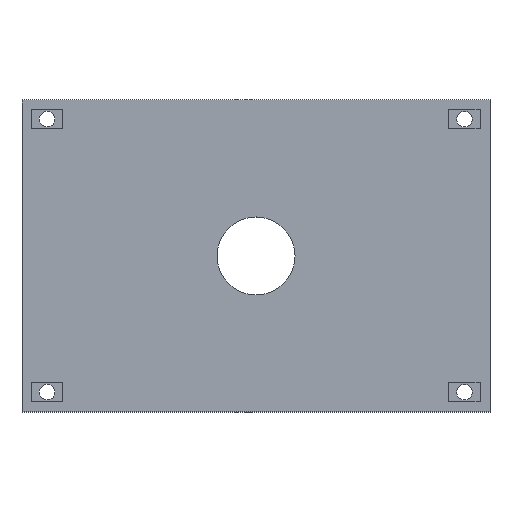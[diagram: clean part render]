
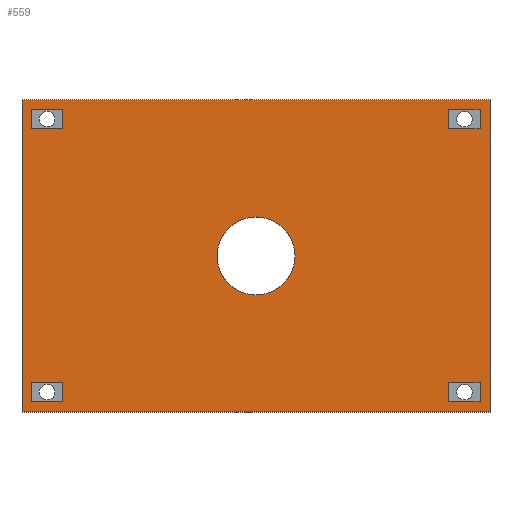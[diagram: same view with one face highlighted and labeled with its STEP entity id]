
A CAD part, top view. The second image highlights one B-rep face of the part: STEP entity #559.
In plain terms, the highlighted planar face has unit normal (0, 0, 1).
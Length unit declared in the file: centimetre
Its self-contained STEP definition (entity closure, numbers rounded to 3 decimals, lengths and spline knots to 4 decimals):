
#13=LINE($,#782,#73);
#17=LINE($,#790,#77);
#20=LINE($,#796,#80);
#23=LINE($,#801,#83);
#25=LINE($,#807,#85);
#29=LINE($,#815,#89);
#32=LINE($,#821,#92);
#35=LINE($,#826,#95);
#37=LINE($,#832,#97);
#41=LINE($,#840,#101);
#44=LINE($,#846,#104);
#47=LINE($,#851,#107);
#49=LINE($,#857,#109);
#53=LINE($,#865,#113);
#56=LINE($,#871,#116);
#59=LINE($,#876,#119);
#61=LINE($,#882,#121);
#62=LINE($,#884,#122);
#63=LINE($,#886,#123);
#64=LINE($,#887,#124);
#73=VECTOR($,#643,0.8);
#77=VECTOR($,#649,0.5);
#80=VECTOR($,#654,0.8);
#83=VECTOR($,#659,0.5);
#85=VECTOR($,#665,0.8);
#89=VECTOR($,#671,0.5);
#92=VECTOR($,#676,0.8);
#95=VECTOR($,#681,0.5);
#97=VECTOR($,#687,0.8);
#101=VECTOR($,#693,0.5);
#104=VECTOR($,#698,0.8);
#107=VECTOR($,#703,0.5);
#109=VECTOR($,#709,0.8);
#113=VECTOR($,#715,0.5);
#116=VECTOR($,#720,0.8);
#119=VECTOR($,#725,0.5);
#121=VECTOR($,#731,8.);
#122=VECTOR($,#732,12.);
#123=VECTOR($,#733,8.);
#124=VECTOR($,#734,12.);
#153=PLANE($,#603);
#172=FACE_BOUND($,#243,.T.);
#173=FACE_BOUND($,#244,.T.);
#174=FACE_BOUND($,#245,.T.);
#175=FACE_BOUND($,#246,.T.);
#176=FACE_BOUND($,#247,.T.);
#177=FACE_BOUND($,#248,.T.);
#243=EDGE_LOOP($,(#483));
#244=EDGE_LOOP($,(#484,#485,#486,#487));
#245=EDGE_LOOP($,(#488,#489,#490,#491));
#246=EDGE_LOOP($,(#492,#493,#494,#495));
#247=EDGE_LOOP($,(#496,#497,#498,#499));
#248=EDGE_LOOP($,(#500,#501,#502,#503));
#260=CIRCLE($,#570,1.);
#270=VERTEX_POINT($,#757);
#279=VERTEX_POINT($,#780);
#280=VERTEX_POINT($,#781);
#283=VERTEX_POINT($,#789);
#285=VERTEX_POINT($,#795);
#287=VERTEX_POINT($,#805);
#288=VERTEX_POINT($,#806);
#291=VERTEX_POINT($,#814);
#293=VERTEX_POINT($,#820);
#295=VERTEX_POINT($,#830);
#296=VERTEX_POINT($,#831);
#299=VERTEX_POINT($,#839);
#301=VERTEX_POINT($,#845);
#303=VERTEX_POINT($,#855);
#304=VERTEX_POINT($,#856);
#307=VERTEX_POINT($,#864);
#309=VERTEX_POINT($,#870);
#311=VERTEX_POINT($,#880);
#312=VERTEX_POINT($,#881);
#313=VERTEX_POINT($,#883);
#314=VERTEX_POINT($,#885);
#320=EDGE_CURVE($,#270,#270,#260,.T.);
#329=EDGE_CURVE($,#279,#280,#13,.T.);
#333=EDGE_CURVE($,#280,#283,#17,.T.);
#336=EDGE_CURVE($,#283,#285,#20,.T.);
#339=EDGE_CURVE($,#285,#279,#23,.T.);
#341=EDGE_CURVE($,#287,#288,#25,.T.);
#345=EDGE_CURVE($,#288,#291,#29,.T.);
#348=EDGE_CURVE($,#291,#293,#32,.T.);
#351=EDGE_CURVE($,#293,#287,#35,.T.);
#353=EDGE_CURVE($,#295,#296,#37,.T.);
#357=EDGE_CURVE($,#296,#299,#41,.T.);
#360=EDGE_CURVE($,#299,#301,#44,.T.);
#363=EDGE_CURVE($,#301,#295,#47,.T.);
#365=EDGE_CURVE($,#303,#304,#49,.T.);
#369=EDGE_CURVE($,#304,#307,#53,.T.);
#372=EDGE_CURVE($,#307,#309,#56,.T.);
#375=EDGE_CURVE($,#309,#303,#59,.T.);
#377=EDGE_CURVE($,#311,#312,#61,.T.);
#378=EDGE_CURVE($,#312,#313,#62,.T.);
#379=EDGE_CURVE($,#313,#314,#63,.T.);
#380=EDGE_CURVE($,#314,#311,#64,.T.);
#483=ORIENTED_EDGE($,*,*,#320,.T.);
#484=ORIENTED_EDGE($,*,*,#329,.T.);
#485=ORIENTED_EDGE($,*,*,#333,.T.);
#486=ORIENTED_EDGE($,*,*,#336,.T.);
#487=ORIENTED_EDGE($,*,*,#339,.T.);
#488=ORIENTED_EDGE($,*,*,#341,.T.);
#489=ORIENTED_EDGE($,*,*,#345,.T.);
#490=ORIENTED_EDGE($,*,*,#348,.T.);
#491=ORIENTED_EDGE($,*,*,#351,.T.);
#492=ORIENTED_EDGE($,*,*,#353,.T.);
#493=ORIENTED_EDGE($,*,*,#357,.T.);
#494=ORIENTED_EDGE($,*,*,#360,.T.);
#495=ORIENTED_EDGE($,*,*,#363,.T.);
#496=ORIENTED_EDGE($,*,*,#365,.T.);
#497=ORIENTED_EDGE($,*,*,#369,.T.);
#498=ORIENTED_EDGE($,*,*,#372,.T.);
#499=ORIENTED_EDGE($,*,*,#375,.T.);
#500=ORIENTED_EDGE($,*,*,#377,.T.);
#501=ORIENTED_EDGE($,*,*,#378,.T.);
#502=ORIENTED_EDGE($,*,*,#379,.T.);
#503=ORIENTED_EDGE($,*,*,#380,.T.);
#559=ADVANCED_FACE($,(#172,#173,#174,#175,#176,#177),#153,.T.);
#570=AXIS2_PLACEMENT_3D($,#758,#615,#616);
#603=AXIS2_PLACEMENT_3D($,#879,#729,#730);
#615=DIRECTION('center_axis',(0.,0.,-1.));
#616=DIRECTION('ref_axis',(1.,0.,0.));
#643=DIRECTION($,(1.,0.,0.));
#649=DIRECTION($,(0.,-1.,0.));
#654=DIRECTION($,(-1.,0.,0.));
#659=DIRECTION($,(0.,1.,0.));
#665=DIRECTION($,(1.,0.,0.));
#671=DIRECTION($,(0.,-1.,0.));
#676=DIRECTION($,(-1.,0.,0.));
#681=DIRECTION($,(0.,1.,0.));
#687=DIRECTION($,(1.,0.,0.));
#693=DIRECTION($,(0.,-1.,0.));
#698=DIRECTION($,(-1.,0.,0.));
#703=DIRECTION($,(0.,1.,0.));
#709=DIRECTION($,(1.,0.,0.));
#715=DIRECTION($,(0.,-1.,0.));
#720=DIRECTION($,(-1.,0.,0.));
#725=DIRECTION($,(0.,1.,0.));
#729=DIRECTION('center_axis',(0.,0.,1.));
#730=DIRECTION('ref_axis',(1.,0.,0.));
#731=DIRECTION($,(0.,1.,0.));
#732=DIRECTION($,(-1.,0.,0.));
#733=DIRECTION($,(0.,-1.,0.));
#734=DIRECTION($,(1.,0.,0.));
#757=CARTESIAN_POINT('',(-9.9999,8.9999,0.25));
#758=CARTESIAN_POINT('Origin',(-8.9999,8.9999,0.25));
#780=CARTESIAN_POINT('',(-14.7557,12.7588,0.25));
#781=CARTESIAN_POINT('',(-13.9557,12.7588,0.25));
#782=CARTESIAN_POINT($,(-11.4779,12.7588,0.25));
#789=CARTESIAN_POINT('',(-13.9557,12.2588,0.25));
#790=CARTESIAN_POINT($,(-13.9557,10.6294,0.25));
#795=CARTESIAN_POINT('',(-14.7557,12.2588,0.25));
#796=CARTESIAN_POINT($,(-11.8779,12.2588,0.25));
#801=CARTESIAN_POINT($,(-14.7557,10.8794,0.25));
#805=CARTESIAN_POINT('',(-14.7557,5.7588,0.25));
#806=CARTESIAN_POINT('',(-13.9557,5.7588,0.25));
#807=CARTESIAN_POINT($,(-11.4779,5.7588,0.25));
#814=CARTESIAN_POINT('',(-13.9557,5.2588,0.25));
#815=CARTESIAN_POINT($,(-13.9557,7.1294,0.25));
#820=CARTESIAN_POINT('',(-14.7557,5.2588,0.25));
#821=CARTESIAN_POINT($,(-11.8779,5.2588,0.25));
#826=CARTESIAN_POINT($,(-14.7557,7.3794,0.25));
#830=CARTESIAN_POINT('',(-4.0557,5.7588,0.25));
#831=CARTESIAN_POINT('',(-3.2557,5.7588,0.25));
#832=CARTESIAN_POINT($,(-6.1279,5.7588,0.25));
#839=CARTESIAN_POINT('',(-3.2557,5.2588,0.25));
#840=CARTESIAN_POINT($,(-3.2557,7.1294,0.25));
#845=CARTESIAN_POINT('',(-4.0557,5.2588,0.25));
#846=CARTESIAN_POINT($,(-6.5279,5.2588,0.25));
#851=CARTESIAN_POINT($,(-4.0557,7.3794,0.25));
#855=CARTESIAN_POINT('',(-4.0557,12.7588,0.25));
#856=CARTESIAN_POINT('',(-3.2557,12.7588,0.25));
#857=CARTESIAN_POINT($,(-6.1279,12.7588,0.25));
#864=CARTESIAN_POINT('',(-3.2557,12.2588,0.25));
#865=CARTESIAN_POINT($,(-3.2557,10.6294,0.25));
#870=CARTESIAN_POINT('',(-4.0557,12.2588,0.25));
#871=CARTESIAN_POINT($,(-6.5279,12.2588,0.25));
#876=CARTESIAN_POINT($,(-4.0557,10.8794,0.25));
#879=CARTESIAN_POINT('Origin',(-9.,9.,0.25));
#880=CARTESIAN_POINT('',(-3.,5.,0.25));
#881=CARTESIAN_POINT('',(-3.,13.,0.25));
#882=CARTESIAN_POINT($,(-3.,9.,0.25));
#883=CARTESIAN_POINT('',(-15.,13.,0.25));
#884=CARTESIAN_POINT($,(-9.,13.,0.25));
#885=CARTESIAN_POINT('',(-15.,5.,0.25));
#886=CARTESIAN_POINT($,(-15.,9.,0.25));
#887=CARTESIAN_POINT($,(-9.,5.,0.25));
